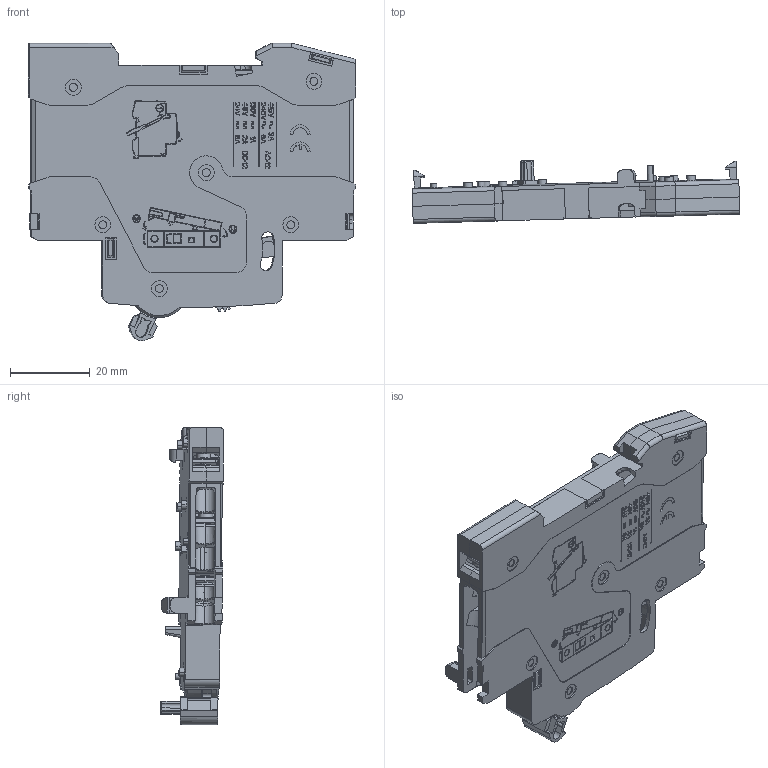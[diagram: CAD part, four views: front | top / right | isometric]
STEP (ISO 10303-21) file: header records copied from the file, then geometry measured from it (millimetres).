
FILE_DESCRIPTION((''),'2;1');
FILE_NAME('ASM0019_ASM','2023-07-13T08:55:54',('zjtu'),(''),'CREO PARAMETRIC BY PTC INC, 2020044','CREO PARAMETRIC BY PTC INC, 2020044','');
FILE_SCHEMA(('CONFIG_CONTROL_DESIGN','SHAPE_APPEARANCE_LAYERS_GROUPS'));
Products named in the file (38): 8ZTD_022_278_7_1_AF1; 8ZTD_022_278_7_2; 8ZTD_022_278_7_3_AF1; 8ZTD_022_278_7_4_AF1; 8ZTD_022_278_7_5_AF1; 8ZTD_022_278_7_6_AF1; 8ZTD_022_278_7_7_AF1; 8ZTD_022_278_7_8_AF1; 8ZTD_022_278_7_9_AF1; 8ZTD_022_278_7_10_AF1; 8ZTD_022_278_7_11_AF1; 8ZTD_022_278_7_12_AF1; 8ZTD_022_278_7_13_AF1; 8ZTD_022_278_7_14_AF1; 8ZTD_022_278_7_15_AF1; 8ZTD_022_278_7_16_AF1; 8ZTD_022_278_7_AF1_ASM; 5ZTD_510_067_ASM_1_ASM; 5ZTD_510_068_ASM_1_ASM; 8ZTD_574_211_5_AF1; 8ZTD_585_445_4_AF1; 5ZTD_510_082_ASM_2_AF1_ASM; 8ZTD_550_357_2_AF1; 5ZTD_510_069_ASM_1_AF1_ASM; 8ZTD_900_054_3; 8ZTD_950_168_1; 5ZTD_574_079_AF0_ASM_4_ASM; 8ZTD_950_168_1_AF1; 5ZTD_574_079_AF1_ASM_4_AF0_ASM; 8ZTD_900_054_3_AF1; 8ZTD_950_168_1_AF2; 5ZTD_574_079_AF2_ASM_4_AF1_ASM; 8ZTD_231_162_3_AF1; 8ZTD_315_602_7_AF1; 8ZTD_868_109_1; XF900_3; 6ZTD_249_113_ASM_6_AF1_ASM; ASM0019_ASM
Assembly tree (38 placements, depth 5):
  ASM0019_ASM
    6ZTD_249_113_ASM_6_AF1_ASM
      8ZTD_022_278_7_AF1_ASM
        8ZTD_022_278_7_1_AF1
        8ZTD_022_278_7_2
        8ZTD_022_278_7_3_AF1
        8ZTD_022_278_7_4_AF1
        8ZTD_022_278_7_5_AF1
        8ZTD_022_278_7_6_AF1
        8ZTD_022_278_7_7_AF1
        8ZTD_022_278_7_8_AF1
        8ZTD_022_278_7_9_AF1
        8ZTD_022_278_7_10_AF1
        8ZTD_022_278_7_11_AF1
        8ZTD_022_278_7_12_AF1
        8ZTD_022_278_7_13_AF1
        8ZTD_022_278_7_14_AF1
        8ZTD_022_278_7_15_AF1
        8ZTD_022_278_7_16_AF1
      5ZTD_510_067_ASM_1_ASM
      5ZTD_510_068_ASM_1_ASM
      5ZTD_510_069_ASM_1_AF1_ASM
        5ZTD_510_082_ASM_2_AF1_ASM
          8ZTD_574_211_5_AF1
          8ZTD_585_445_4_AF1
        8ZTD_550_357_2_AF1
      5ZTD_574_079_AF0_ASM_4_ASM
        8ZTD_900_054_3
        8ZTD_950_168_1
      5ZTD_574_079_AF1_ASM_4_AF0_ASM
        8ZTD_900_054_3
        8ZTD_950_168_1_AF1
      5ZTD_574_079_AF2_ASM_4_AF1_ASM
        8ZTD_900_054_3_AF1
        8ZTD_950_168_1_AF2
      8ZTD_231_162_3_AF1
      8ZTD_315_602_7_AF1
      8ZTD_868_109_1
      XF900_3
Bounding box: 82.21 x 15.87 x 74.67 mm (x, y, z)
Volume: 13872.3 mm3; surface area: 30834.9 mm2
Topology: 29 solids, 36 shells, 3347 faces, 9389 edges, 6250 vertices
Faces by surface type: plane 2661, cylinder 545, cone 67, bspline 32, torus 31, sphere 6, extrusion 5
Entity records: 128478 total; most frequent: CARTESIAN_POINT 21079, ORIENTED_EDGE 18464, DIRECTION 17188, EDGE_CURVE 9238, VECTOR 7622, LINE 7617, PRESENTATION_STYLE_ASSIGNMENT 6412, STYLED_ITEM 6409
